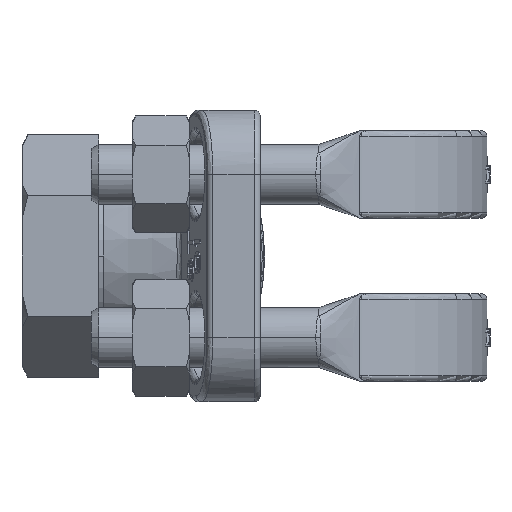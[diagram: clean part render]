
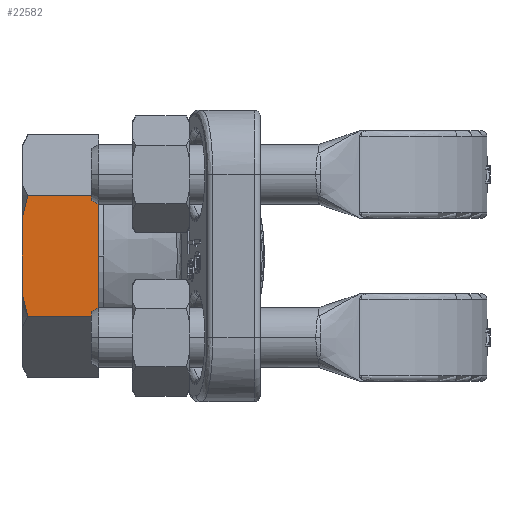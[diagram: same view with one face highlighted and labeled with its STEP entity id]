
A CAD part, left-side view. The second image highlights one B-rep face of the part: STEP entity #22582.
In plain terms, the highlighted planar face has unit normal (-1, 0, 0).
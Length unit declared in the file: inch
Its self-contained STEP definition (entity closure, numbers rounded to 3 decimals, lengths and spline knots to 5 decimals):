
#18693=DIRECTION('',(0.,0.,1.));
#18694=VECTOR('',#18693,0.77532);
#18695=CARTESIAN_POINT('',(-1.125,2.5575,-0.38766));
#18696=LINE('',#18695,#18694);
#20321=DIRECTION('',(0.,0.,1.));
#20322=VECTOR('',#20321,1.29904);
#20323=CARTESIAN_POINT('',(-1.125,1.7315,-0.64952));
#20324=LINE('',#20323,#20322);
#20371=CARTESIAN_POINT('',(-1.125,2.4945,0.64952));
#20372=CARTESIAN_POINT('',(-1.125,2.50315,0.61954));
#20373=CARTESIAN_POINT('',(-1.125,2.51939,0.56018));
#20374=CARTESIAN_POINT('',(-1.125,2.54031,0.47341));
#20375=CARTESIAN_POINT('',(-1.125,2.55215,0.4161));
#20376=CARTESIAN_POINT('',(-1.125,2.5575,0.38766));
#20378=DIRECTION('',(0.,-1.,0.));
#20379=VECTOR('',#20378,0.763);
#20380=CARTESIAN_POINT('',(-1.125,2.4945,-0.64952));
#20381=LINE('',#20380,#20379);
#20382=CARTESIAN_POINT('',(-1.125,2.5575,-0.38766));
#20383=CARTESIAN_POINT('',(-1.125,2.55213,-0.41621));
#20384=CARTESIAN_POINT('',(-1.125,2.54026,-0.47365));
#20385=CARTESIAN_POINT('',(-1.125,2.51932,-0.56044));
#20386=CARTESIAN_POINT('',(-1.125,2.50312,-0.61965));
#20387=CARTESIAN_POINT('',(-1.125,2.4945,-0.64952));
#20396=DIRECTION('',(0.,-1.,0.));
#20397=VECTOR('',#20396,0.763);
#20398=CARTESIAN_POINT('',(-1.125,2.4945,0.64952));
#20399=LINE('',#20398,#20397);
#20425=CARTESIAN_POINT('',(-1.125,2.4945,-0.64952));
#20467=CARTESIAN_POINT('',(-1.125,1.7315,-0.64952));
#20468=VERTEX_POINT('',#20467);
#20469=CARTESIAN_POINT('',(-1.125,1.7315,0.64952));
#20470=VERTEX_POINT('',#20469);
#20498=CARTESIAN_POINT('',(-1.125,2.5575,0.38766));
#20500=VERTEX_POINT('',#20498);
#20501=CARTESIAN_POINT('',(-1.125,2.5575,-0.38766));
#20503=VERTEX_POINT('',#20501);
#20509=VERTEX_POINT('',#20425);
#20511=VERTEX_POINT('',#20371);
#22567=CARTESIAN_POINT('',(-1.125,2.5575,-0.64952));
#22568=DIRECTION('',(-1.,0.,0.));
#22569=DIRECTION('',(0.,0.,1.));
#22570=AXIS2_PLACEMENT_3D('',#22567,#22568,#22569);
#22571=PLANE('',#22570);
#22572=ORIENTED_EDGE('',*,*,#22512,.F.);
#22574=ORIENTED_EDGE('',*,*,#22573,.T.);
#22575=ORIENTED_EDGE('',*,*,#22460,.F.);
#22577=ORIENTED_EDGE('',*,*,#22576,.F.);
#22578=ORIENTED_EDGE('',*,*,#22497,.F.);
#22579=ORIENTED_EDGE('',*,*,#20598,.T.);
#22580=EDGE_LOOP('',(#22572,#22574,#22575,#22577,#22578,#22579));
#22581=FACE_OUTER_BOUND('',#22580,.F.);
#20377=B_SPLINE_CURVE_WITH_KNOTS('',3,(#20371,#20372,#20373,#20374,#20375,
#20376),.UNSPECIFIED.,.F.,.F.,(4,1,1,4),(0.,0.33333,
0.66667,1.),.UNSPECIFIED.);
#20388=B_SPLINE_CURVE_WITH_KNOTS('',3,(#20382,#20383,#20384,#20385,#20386,
#20387),.UNSPECIFIED.,.F.,.F.,(4,1,1,4),(0.,0.33333,
0.66667,1.),.UNSPECIFIED.);
#20598=EDGE_CURVE('',#20503,#20500,#18696,.T.);
#22460=EDGE_CURVE('',#20468,#20470,#20324,.T.);
#22497=EDGE_CURVE('',#20503,#20509,#20388,.T.);
#22512=EDGE_CURVE('',#20511,#20500,#20377,.T.);
#22573=EDGE_CURVE('',#20511,#20470,#20399,.T.);
#22576=EDGE_CURVE('',#20509,#20468,#20381,.T.);
#22582=ADVANCED_FACE('',(#22581),#22571,.T.);
